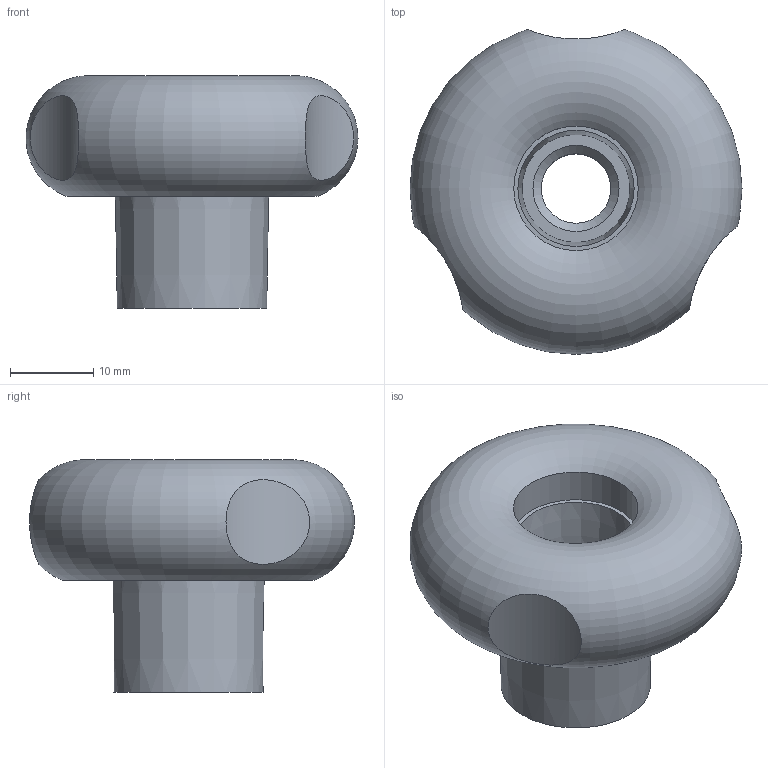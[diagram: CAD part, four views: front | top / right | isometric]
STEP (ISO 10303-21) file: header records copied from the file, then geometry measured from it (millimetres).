
FILE_DESCRIPTION( ( 'Unknown' ), '1' );
FILE_NAME( '6390045_VTB40_FP_M10.stp', 'Unknown', ( 'Unknown' ), ( 'Unknown' ), 'PSStep 11.0', 'Unknown', ' ' );
FILE_SCHEMA( ( 'AUTOMOTIVE_DESIGN { 1 0 10303 214 1 1 1 1 }' ) );
Length unit declared in the file: millimetre
Products named in the file (1): 6390045
Bounding box: 40 x 39.13 x 27.99 mm (x, y, z)
Volume: 13784.1 mm3; surface area: 5895.7 mm2
Topology: 1 solids, 1 shells, 59 faces, 149 edges, 97 vertices
Faces by surface type: plane 20, cylinder 17, torus 13, cone 9
Full cylindrical faces by diameter (mm): 8.376 x1, 15 x1
Entity records: 2690 total; most frequent: CARTESIAN_POINT 901, ORIENTED_EDGE 276, DIRECTION 246, EDGE_CURVE 138, AXIS2_PLACEMENT_3D 107, VERTEX_POINT 94, EDGE_LOOP 74, FACE_OUTER_BOUND 62
